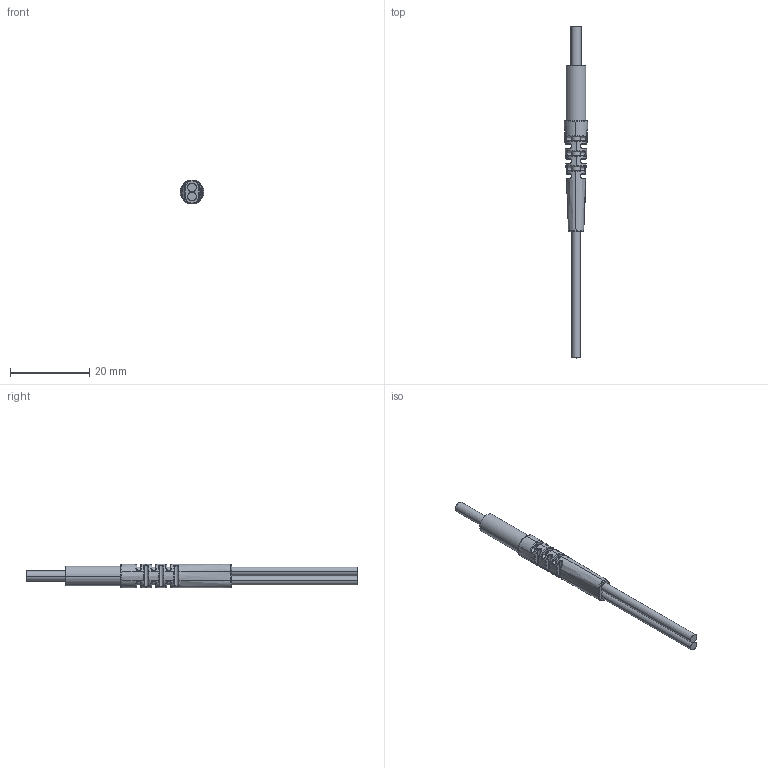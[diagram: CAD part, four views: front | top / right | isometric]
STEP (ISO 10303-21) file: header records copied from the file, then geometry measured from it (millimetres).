
FILE_DESCRIPTION((''),'2;1');
FILE_NAME('PR5Y10-IQ_ASM','2020-06-05T16:05:24',('Administrator'),(''),'CREO PARAMETRIC BY PTC INC, 2018400','CREO PARAMETRIC BY PTC INC, 2018400','');
FILE_SCHEMA(('AUTOMOTIVE_DESIGN { 1 0 10303 214 1 1 1 1 }'));
Length unit declared in the file: millimetre
Products named in the file (6): 5MM-17_; 22-XIAN__; PRM6___; 22XIAN___ASM; 26-20_; PR5Y10-IQ_ASM
Assembly tree (5 placements, depth 3):
  PR5Y10-IQ_ASM
    5MM-17_
    22XIAN___ASM
      22-XIAN__
      PRM6___
    26-20_
Bounding box: 5.98 x 84 x 6 mm (x, y, z)
Volume: 995.8 mm3; surface area: 2502.4 mm2
Topology: 5 solids, 5 shells, 252 faces, 618 edges, 380 vertices
Faces by surface type: bspline 130, extrusion 46, plane 40, cylinder 36
Entity records: 17926 total; most frequent: CARTESIAN_POINT 10993, ORIENTED_EDGE 1236, DIRECTION 619, EDGE_CURVE 618, PRESENTATION_STYLE_ASSIGNMENT 591, STYLED_ITEM 591, CURVE_STYLE 588, B_SPLINE_CURVE_WITH_KNOTS 413
